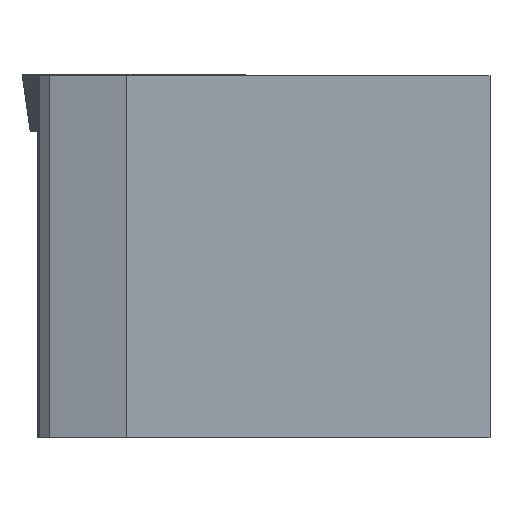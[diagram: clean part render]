
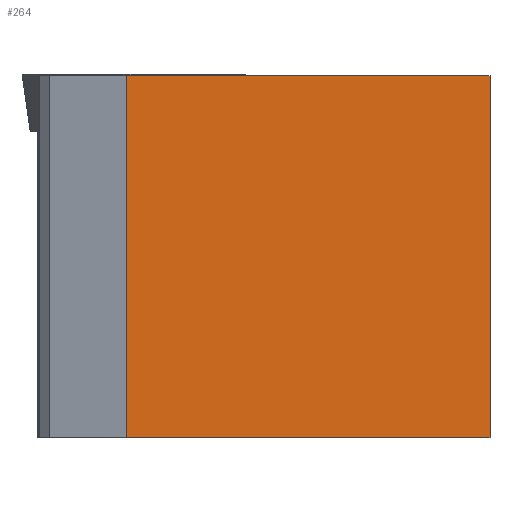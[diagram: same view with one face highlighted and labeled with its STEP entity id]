
A CAD part, front view. The second image highlights one B-rep face of the part: STEP entity #264.
In plain terms, the highlighted planar face has unit normal (0, -1, 0).
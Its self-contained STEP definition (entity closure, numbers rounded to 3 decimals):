
#264=ADVANCED_FACE('',(#304),#288,.T.);
#288=PLANE('',#626);
#304=FACE_OUTER_BOUND('',#323,.T.);
#323=EDGE_LOOP('',(#364,#365,#366,#367));
#364=ORIENTED_EDGE('',*,*,#510,.T.);
#365=ORIENTED_EDGE('',*,*,#511,.F.);
#366=ORIENTED_EDGE('',*,*,#512,.F.);
#367=ORIENTED_EDGE('',*,*,#513,.T.);
#470=VERTEX_POINT('',#778);
#471=VERTEX_POINT('',#779);
#472=VERTEX_POINT('',#781);
#473=VERTEX_POINT('',#783);
#510=EDGE_CURVE('',#470,#471,#565,.T.);
#511=EDGE_CURVE('',#472,#471,#566,.T.);
#512=EDGE_CURVE('',#473,#472,#567,.T.);
#513=EDGE_CURVE('',#473,#470,#568,.T.);
#565=LINE('',#777,#600);
#566=LINE('',#780,#601);
#567=LINE('',#782,#602);
#568=LINE('',#784,#603);
#600=VECTOR('',#675,1.);
#601=VECTOR('',#676,1.);
#602=VECTOR('',#677,1.);
#603=VECTOR('',#678,1.);
#626=AXIS2_PLACEMENT_3D('',#785,#679,#680);
#675=DIRECTION('',(1.,0.,0.));
#676=DIRECTION('',(0.,0.,-1.));
#677=DIRECTION('',(1.,0.,0.));
#678=DIRECTION('',(0.,0.,-1.));
#679=DIRECTION('',(0.,-1.,0.));
#680=DIRECTION('',(0.,0.,-1.));
#777=CARTESIAN_POINT('',(7.784,-151.305,-25.05));
#778=CARTESIAN_POINT('',(7.784,-151.305,-25.05));
#779=CARTESIAN_POINT('',(32.784,-151.305,-25.05));
#780=CARTESIAN_POINT('',(32.784,-151.305,-0.05));
#781=CARTESIAN_POINT('',(32.784,-151.305,-0.1));
#782=CARTESIAN_POINT('',(7.784,-151.305,-0.1));
#783=CARTESIAN_POINT('',(7.784,-151.305,-0.1));
#784=CARTESIAN_POINT('',(7.784,-151.305,-0.05));
#785=CARTESIAN_POINT('',(7.784,-151.305,-0.05));
